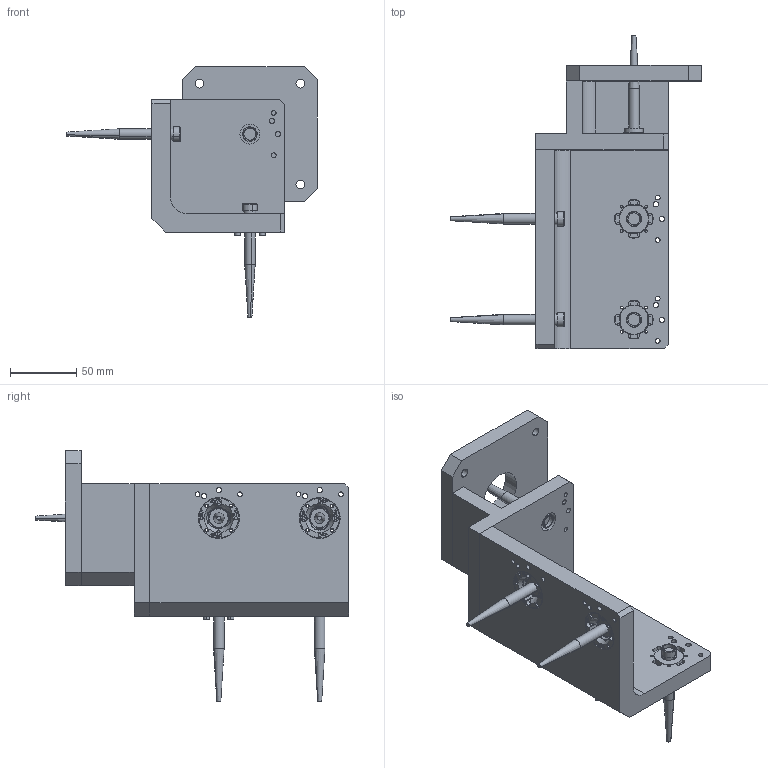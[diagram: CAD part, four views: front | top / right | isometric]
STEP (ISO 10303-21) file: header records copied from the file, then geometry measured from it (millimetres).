
FILE_DESCRIPTION (( 'STEP AP214' ), '1' );
FILE_NAME ('metrology_support.STEP', '2023-01-30T16:08:38', ( 'uesrf' ), ( '' ), 'SwSTEP 2.0', 'SolidWorks 2021', '' );
FILE_SCHEMA (( 'AUTOMOTIVE_DESIGN' ));
Length unit declared in the file: millimetre
Products named in the file (1): metrology_support
Bounding box: 189.5 x 236.5 x 189.5 mm (x, y, z)
Volume: 674181 mm3; surface area: 162136.1 mm2
Topology: 20 solids, 20 shells, 1821 faces, 4946 edges, 3232 vertices
Faces by surface type: plane 897, cylinder 668, cone 168, bspline 80, torus 8
Entity records: 85080 total; most frequent: CARTESIAN_POINT 18748, ORIENTED_EDGE 9860, DIRECTION 9218, EDGE_CURVE 4930, VERTEX_POINT 3232, AXIS2_PLACEMENT_3D 3150, LINE 2918, VECTOR 2918
